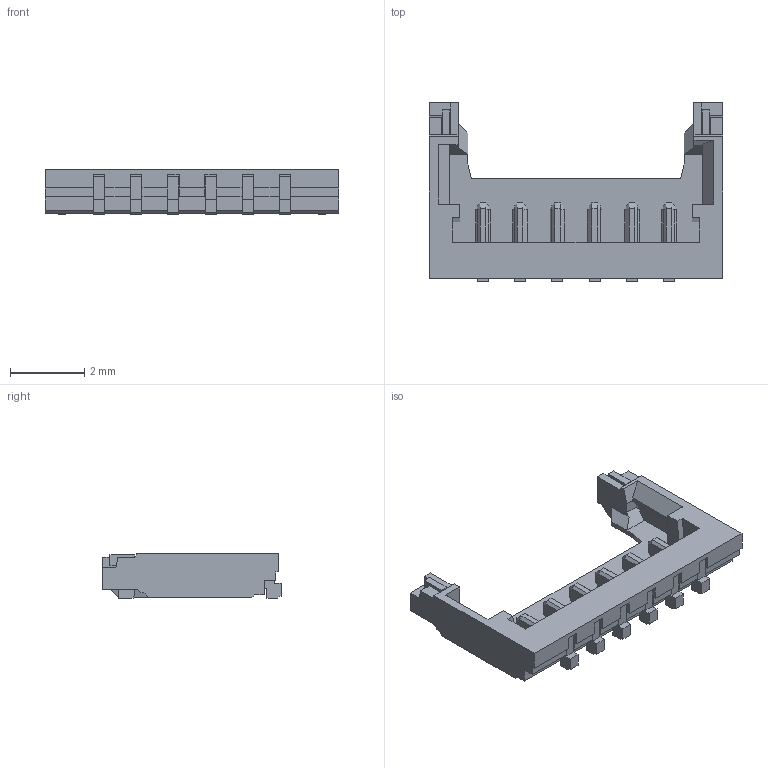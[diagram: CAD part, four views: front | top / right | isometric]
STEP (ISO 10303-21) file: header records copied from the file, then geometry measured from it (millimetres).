
FILE_DESCRIPTION(/* description */ (''),/* implementation_level */ '2;1');
FILE_NAME(/* name */ 'CON_2121340006.step',/* time_stamp */ '2023-07-07T00:31:29+02:00',/* author */ (''),/* organization */ (''),/* preprocessor_version */ 'ST-DEVELOPER v19.2',/* originating_system */ 'Autodesk Translation Framework v12.6.0.85',/* authorisation */ '');
FILE_SCHEMA (('AUTOMOTIVE_DESIGN { 1 0 10303 214 3 1 1 }'));
Length unit declared in the file: millimetre
Products named in the file (1): CON_2121340006
Bounding box: 7.9 x 4.79 x 1.2 mm (x, y, z)
Volume: 15.2 mm3; surface area: 111.2 mm2
Topology: 1 solids, 1 shells, 375 faces, 1060 edges, 683 vertices
Faces by surface type: plane 361, cylinder 14
Entity records: 12144 total; most frequent: ORIENTED_EDGE 2120, CARTESIAN_POINT 2119, DIRECTION 1840, EDGE_CURVE 1060, LINE 1032, VECTOR 1032, VERTEX_POINT 683, AXIS2_PLACEMENT_3D 404
